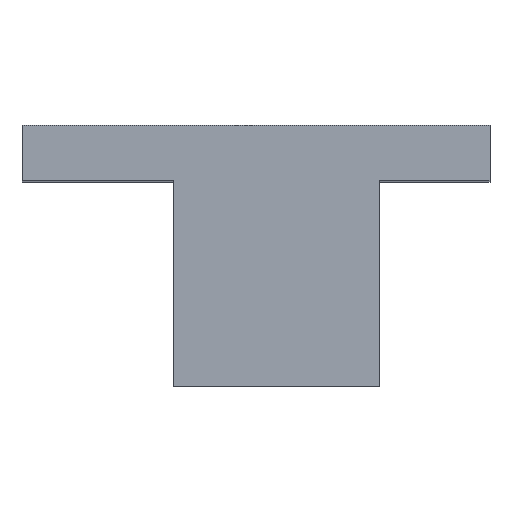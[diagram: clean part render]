
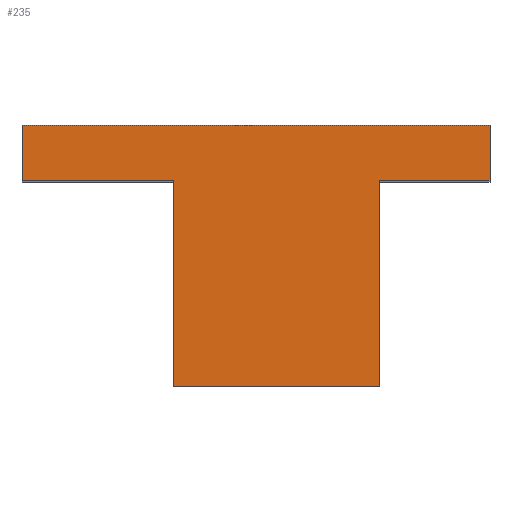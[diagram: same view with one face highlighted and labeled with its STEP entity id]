
A CAD part, top view. The second image highlights one B-rep face of the part: STEP entity #235.
In plain terms, the highlighted planar face has unit normal (0, 0, 1).
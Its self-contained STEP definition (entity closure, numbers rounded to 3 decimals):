
#16=FACE_OUTER_BOUND('',#28,.T.);
#28=EDGE_LOOP('',(#156,#157,#158,#159,#160,#161,#162,#163));
#39=LINE('',#339,#69);
#42=LINE('',#346,#72);
#46=LINE('',#353,#76);
#47=LINE('',#355,#77);
#48=LINE('',#357,#78);
#49=LINE('',#359,#79);
#50=LINE('',#361,#80);
#51=LINE('',#362,#81);
#69=VECTOR('',#282,10.);
#72=VECTOR('',#287,10.);
#76=VECTOR('',#293,10.);
#77=VECTOR('',#294,10.);
#78=VECTOR('',#295,10.);
#79=VECTOR('',#296,10.);
#80=VECTOR('',#297,10.);
#81=VECTOR('',#298,10.);
#98=VERTEX_POINT('',#335);
#100=VERTEX_POINT('',#338);
#102=VERTEX_POINT('',#344);
#103=VERTEX_POINT('',#345);
#106=VERTEX_POINT('',#354);
#107=VERTEX_POINT('',#356);
#108=VERTEX_POINT('',#358);
#109=VERTEX_POINT('',#360);
#119=EDGE_CURVE('',#100,#98,#39,.T.);
#122=EDGE_CURVE('',#102,#103,#42,.T.);
#126=EDGE_CURVE('',#100,#103,#46,.T.);
#127=EDGE_CURVE('',#98,#106,#47,.T.);
#128=EDGE_CURVE('',#107,#106,#48,.T.);
#129=EDGE_CURVE('',#108,#107,#49,.T.);
#130=EDGE_CURVE('',#108,#109,#50,.T.);
#131=EDGE_CURVE('',#109,#102,#51,.T.);
#156=ORIENTED_EDGE('',*,*,#122,.T.);
#157=ORIENTED_EDGE('',*,*,#126,.F.);
#158=ORIENTED_EDGE('',*,*,#119,.T.);
#159=ORIENTED_EDGE('',*,*,#127,.T.);
#160=ORIENTED_EDGE('',*,*,#128,.F.);
#161=ORIENTED_EDGE('',*,*,#129,.F.);
#162=ORIENTED_EDGE('',*,*,#130,.T.);
#163=ORIENTED_EDGE('',*,*,#131,.T.);
#210=PLANE('',#267);
#235=ADVANCED_FACE('',(#16),#210,.T.);
#267=AXIS2_PLACEMENT_3D('',#352,#291,#292);
#282=DIRECTION('',(0.,-1.,0.));
#287=DIRECTION('',(0.,1.,0.));
#291=DIRECTION('center_axis',(0.,0.,1.));
#292=DIRECTION('ref_axis',(1.,0.,0.));
#293=DIRECTION('',(1.,0.,0.));
#294=DIRECTION('',(1.,0.,0.));
#295=DIRECTION('',(0.,1.,0.));
#296=DIRECTION('',(-1.,0.,0.));
#297=DIRECTION('',(0.,1.,0.));
#298=DIRECTION('',(1.,0.,0.));
#335=CARTESIAN_POINT('',(-26.915,0.,0.));
#338=CARTESIAN_POINT('',(-26.915,4.,0.));
#339=CARTESIAN_POINT('',(-26.915,4.,0.));
#344=CARTESIAN_POINT('',(7.085,0.,0.));
#345=CARTESIAN_POINT('',(7.085,4.,0.));
#346=CARTESIAN_POINT('',(7.085,2.,0.));
#352=CARTESIAN_POINT('Origin',(-40.,0.,0.));
#353=CARTESIAN_POINT('',(-26.915,4.,0.));
#354=CARTESIAN_POINT('',(-15.915,0.,0.));
#355=CARTESIAN_POINT('',(-36.588,0.,0.));
#356=CARTESIAN_POINT('',(-15.915,-14.971,0.));
#357=CARTESIAN_POINT('',(-15.915,-14.971,0.));
#358=CARTESIAN_POINT('',(-0.915,-14.971,0.));
#359=CARTESIAN_POINT('',(-4.595,-14.971,0.));
#360=CARTESIAN_POINT('',(-0.915,0.,0.));
#361=CARTESIAN_POINT('',(-0.915,-4.235,0.));
#362=CARTESIAN_POINT('',(-12.395,0.,0.));
